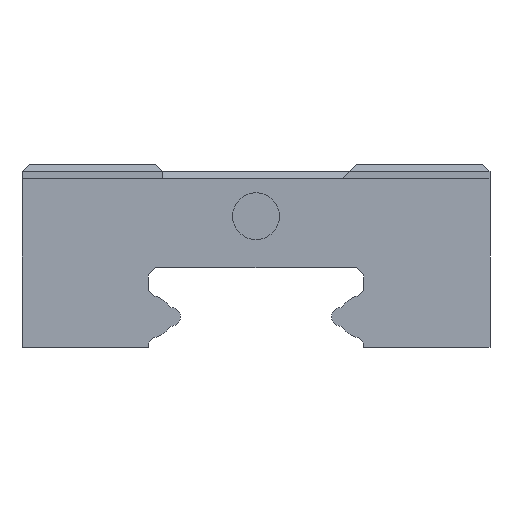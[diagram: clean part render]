
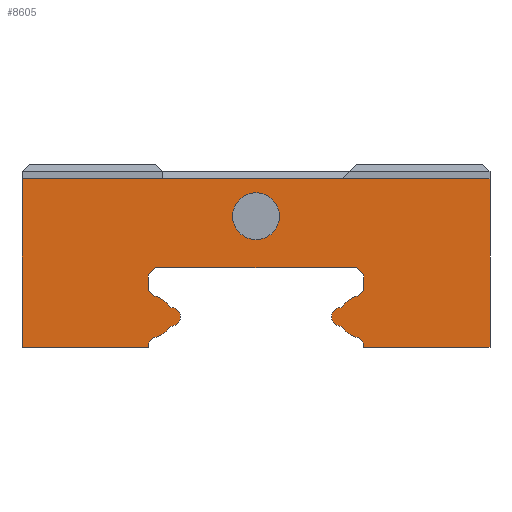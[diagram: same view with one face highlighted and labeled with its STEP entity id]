
A CAD part, front view. The second image highlights one B-rep face of the part: STEP entity #8605.
In plain terms, the highlighted planar face has unit normal (0, -1, 0).
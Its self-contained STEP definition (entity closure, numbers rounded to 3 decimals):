
#38=CIRCLE('',#8879,1.);
#45=CIRCLE('',#8912,0.9);
#46=CIRCLE('',#8913,0.4);
#47=CIRCLE('',#8914,0.9);
#48=CIRCLE('',#8915,0.9);
#49=CIRCLE('',#8916,0.4);
#50=CIRCLE('',#8917,0.9);
#113=FACE_BOUND('',#1642,.T.);
#1125=FACE_OUTER_BOUND('',#1641,.T.);
#1641=EDGE_LOOP('',(#7781,#7782,#7783,#7784,#7785,#7786,#7787,#7788,#7789,
#7790,#7791,#7792,#7793,#7794,#7795,#7796,#7797,#7798,#7799,#7800,#7801,
#7802,#7803,#7804,#7805,#7806));
#1642=EDGE_LOOP('',(#7807));
#2393=LINE('',#15102,#3230);
#2461=LINE('',#15306,#3298);
#2463=LINE('',#15310,#3300);
#2464=LINE('',#15312,#3301);
#2465=LINE('',#15314,#3302);
#2466=LINE('',#15316,#3303);
#2467=LINE('',#15320,#3304);
#2468=LINE('',#15324,#3305);
#2469=LINE('',#15328,#3306);
#2470=LINE('',#15330,#3307);
#2471=LINE('',#15332,#3308);
#2472=LINE('',#15334,#3309);
#2473=LINE('',#15336,#3310);
#2474=LINE('',#15338,#3311);
#2475=LINE('',#15340,#3312);
#2476=LINE('',#15344,#3313);
#2477=LINE('',#15348,#3314);
#2478=LINE('',#15352,#3315);
#2479=LINE('',#15354,#3316);
#2480=LINE('',#15355,#3317);
#3230=VECTOR('',#10082,10.);
#3298=VECTOR('',#10284,10.);
#3300=VECTOR('',#10288,10.);
#3301=VECTOR('',#10289,10.);
#3302=VECTOR('',#10290,10.);
#3303=VECTOR('',#10291,10.);
#3304=VECTOR('',#10294,10.);
#3305=VECTOR('',#10297,10.);
#3306=VECTOR('',#10300,10.);
#3307=VECTOR('',#10301,10.);
#3308=VECTOR('',#10302,10.);
#3309=VECTOR('',#10303,10.);
#3310=VECTOR('',#10304,10.);
#3311=VECTOR('',#10305,10.);
#3312=VECTOR('',#10306,10.);
#3313=VECTOR('',#10309,10.);
#3314=VECTOR('',#10312,10.);
#3315=VECTOR('',#10315,10.);
#3316=VECTOR('',#10316,10.);
#3317=VECTOR('',#10317,10.);
#4079=VERTEX_POINT('',#15099);
#4080=VERTEX_POINT('',#15101);
#4112=VERTEX_POINT('',#15186);
#4149=VERTEX_POINT('',#15305);
#4150=VERTEX_POINT('',#15309);
#4151=VERTEX_POINT('',#15311);
#4152=VERTEX_POINT('',#15313);
#4153=VERTEX_POINT('',#15315);
#4154=VERTEX_POINT('',#15317);
#4155=VERTEX_POINT('',#15319);
#4156=VERTEX_POINT('',#15321);
#4157=VERTEX_POINT('',#15323);
#4158=VERTEX_POINT('',#15325);
#4159=VERTEX_POINT('',#15327);
#4160=VERTEX_POINT('',#15329);
#4161=VERTEX_POINT('',#15331);
#4162=VERTEX_POINT('',#15333);
#4163=VERTEX_POINT('',#15335);
#4164=VERTEX_POINT('',#15337);
#4165=VERTEX_POINT('',#15339);
#4166=VERTEX_POINT('',#15341);
#4167=VERTEX_POINT('',#15343);
#4168=VERTEX_POINT('',#15345);
#4169=VERTEX_POINT('',#15347);
#4170=VERTEX_POINT('',#15349);
#4171=VERTEX_POINT('',#15351);
#4172=VERTEX_POINT('',#15353);
#5279=EDGE_CURVE('',#4080,#4079,#2393,.T.);
#5312=EDGE_CURVE('',#4112,#4112,#38,.T.);
#5369=EDGE_CURVE('',#4149,#4080,#2461,.T.);
#5371=EDGE_CURVE('',#4079,#4150,#2463,.T.);
#5372=EDGE_CURVE('',#4150,#4151,#2464,.T.);
#5373=EDGE_CURVE('',#4151,#4152,#2465,.T.);
#5374=EDGE_CURVE('',#4152,#4153,#2466,.T.);
#5375=EDGE_CURVE('',#4153,#4154,#45,.T.);
#5376=EDGE_CURVE('',#4154,#4155,#2467,.T.);
#5377=EDGE_CURVE('',#4155,#4156,#46,.T.);
#5378=EDGE_CURVE('',#4156,#4157,#2468,.T.);
#5379=EDGE_CURVE('',#4157,#4158,#47,.T.);
#5380=EDGE_CURVE('',#4158,#4159,#2469,.T.);
#5381=EDGE_CURVE('',#4159,#4160,#2470,.T.);
#5382=EDGE_CURVE('',#4160,#4161,#2471,.T.);
#5383=EDGE_CURVE('',#4161,#4162,#2472,.T.);
#5384=EDGE_CURVE('',#4162,#4163,#2473,.T.);
#5385=EDGE_CURVE('',#4163,#4164,#2474,.T.);
#5386=EDGE_CURVE('',#4164,#4165,#2475,.T.);
#5387=EDGE_CURVE('',#4165,#4166,#48,.T.);
#5388=EDGE_CURVE('',#4166,#4167,#2476,.T.);
#5389=EDGE_CURVE('',#4167,#4168,#49,.T.);
#5390=EDGE_CURVE('',#4168,#4169,#2477,.T.);
#5391=EDGE_CURVE('',#4169,#4170,#50,.T.);
#5392=EDGE_CURVE('',#4170,#4171,#2478,.T.);
#5393=EDGE_CURVE('',#4171,#4172,#2479,.T.);
#5394=EDGE_CURVE('',#4172,#4149,#2480,.T.);
#7781=ORIENTED_EDGE('',*,*,#5279,.T.);
#7782=ORIENTED_EDGE('',*,*,#5371,.T.);
#7783=ORIENTED_EDGE('',*,*,#5372,.T.);
#7784=ORIENTED_EDGE('',*,*,#5373,.T.);
#7785=ORIENTED_EDGE('',*,*,#5374,.T.);
#7786=ORIENTED_EDGE('',*,*,#5375,.T.);
#7787=ORIENTED_EDGE('',*,*,#5376,.T.);
#7788=ORIENTED_EDGE('',*,*,#5377,.T.);
#7789=ORIENTED_EDGE('',*,*,#5378,.T.);
#7790=ORIENTED_EDGE('',*,*,#5379,.T.);
#7791=ORIENTED_EDGE('',*,*,#5380,.T.);
#7792=ORIENTED_EDGE('',*,*,#5381,.T.);
#7793=ORIENTED_EDGE('',*,*,#5382,.T.);
#7794=ORIENTED_EDGE('',*,*,#5383,.T.);
#7795=ORIENTED_EDGE('',*,*,#5384,.T.);
#7796=ORIENTED_EDGE('',*,*,#5385,.T.);
#7797=ORIENTED_EDGE('',*,*,#5386,.T.);
#7798=ORIENTED_EDGE('',*,*,#5387,.T.);
#7799=ORIENTED_EDGE('',*,*,#5388,.T.);
#7800=ORIENTED_EDGE('',*,*,#5389,.T.);
#7801=ORIENTED_EDGE('',*,*,#5390,.T.);
#7802=ORIENTED_EDGE('',*,*,#5391,.T.);
#7803=ORIENTED_EDGE('',*,*,#5392,.T.);
#7804=ORIENTED_EDGE('',*,*,#5393,.T.);
#7805=ORIENTED_EDGE('',*,*,#5394,.T.);
#7806=ORIENTED_EDGE('',*,*,#5369,.T.);
#7807=ORIENTED_EDGE('',*,*,#5312,.T.);
#8145=PLANE('',#8911);
#8605=ADVANCED_FACE('',(#1125,#113),#8145,.T.);
#8879=AXIS2_PLACEMENT_3D('',#15187,#10170,#10171);
#8911=AXIS2_PLACEMENT_3D('',#15308,#10286,#10287);
#8912=AXIS2_PLACEMENT_3D('',#15318,#10292,#10293);
#8913=AXIS2_PLACEMENT_3D('',#15322,#10295,#10296);
#8914=AXIS2_PLACEMENT_3D('',#15326,#10298,#10299);
#8915=AXIS2_PLACEMENT_3D('',#15342,#10307,#10308);
#8916=AXIS2_PLACEMENT_3D('',#15346,#10310,#10311);
#8917=AXIS2_PLACEMENT_3D('',#15350,#10313,#10314);
#10082=DIRECTION('',(-1.,0.,0.));
#10170=DIRECTION('center_axis',(0.,1.,0.));
#10171=DIRECTION('ref_axis',(-1.,0.,0.));
#10284=DIRECTION('',(0.,0.,1.));
#10286=DIRECTION('center_axis',(0.,-1.,0.));
#10287=DIRECTION('ref_axis',(0.,0.,-1.));
#10288=DIRECTION('',(0.,0.,-1.));
#10289=DIRECTION('',(1.,0.,0.));
#10290=DIRECTION('',(0.,0.,1.));
#10291=DIRECTION('',(0.707,0.,0.707));
#10292=DIRECTION('center_axis',(0.,-1.,0.));
#10293=DIRECTION('ref_axis',(0.832,0.,-0.555));
#10294=DIRECTION('',(0.707,0.,0.707));
#10295=DIRECTION('center_axis',(0.,-1.,0.));
#10296=DIRECTION('ref_axis',(-0.044,0.,0.999));
#10297=DIRECTION('',(-0.707,0.,0.707));
#10298=DIRECTION('center_axis',(0.,-1.,0.));
#10299=DIRECTION('ref_axis',(0.143,0.,0.99));
#10300=DIRECTION('',(-0.707,0.,0.707));
#10301=DIRECTION('',(0.,0.,1.));
#10302=DIRECTION('',(0.707,0.,0.707));
#10303=DIRECTION('',(1.,0.,0.));
#10304=DIRECTION('',(0.707,0.,-0.707));
#10305=DIRECTION('',(0.,0.,-1.));
#10306=DIRECTION('',(-0.707,0.,-0.707));
#10307=DIRECTION('center_axis',(0.,-1.,0.));
#10308=DIRECTION('ref_axis',(-0.832,0.,0.555));
#10309=DIRECTION('',(-0.707,0.,-0.707));
#10310=DIRECTION('center_axis',(0.,-1.,0.));
#10311=DIRECTION('ref_axis',(0.044,0.,-0.999));
#10312=DIRECTION('',(0.707,0.,-0.707));
#10313=DIRECTION('center_axis',(0.,-1.,0.));
#10314=DIRECTION('ref_axis',(-0.143,0.,-0.99));
#10315=DIRECTION('',(0.707,0.,-0.707));
#10316=DIRECTION('',(0.,0.,-1.));
#10317=DIRECTION('',(1.,0.,0.));
#15099=CARTESIAN_POINT('',(-10.,-15.4,9.4));
#15101=CARTESIAN_POINT('',(10.,-15.4,9.4));
#15102=CARTESIAN_POINT('',(0.,-15.4,9.4));
#15186=CARTESIAN_POINT('',(1.,-15.4,7.8));
#15187=CARTESIAN_POINT('Origin',(0.,-15.4,7.8));
#15305=CARTESIAN_POINT('',(10.,-15.4,2.2));
#15306=CARTESIAN_POINT('',(10.,-15.4,10.));
#15308=CARTESIAN_POINT('Origin',(0.,-15.4,6.294));
#15309=CARTESIAN_POINT('',(-10.,-15.4,2.2));
#15310=CARTESIAN_POINT('',(-10.,-15.4,2.2));
#15311=CARTESIAN_POINT('',(-4.6,-15.4,2.2));
#15312=CARTESIAN_POINT('',(-4.6,-15.4,2.2));
#15313=CARTESIAN_POINT('',(-4.6,-15.4,2.38));
#15314=CARTESIAN_POINT('',(-4.6,-15.4,2.38));
#15315=CARTESIAN_POINT('',(-4.371,-15.4,2.609));
#15316=CARTESIAN_POINT('',(-4.371,-15.4,2.609));
#15317=CARTESIAN_POINT('',(-3.751,-15.4,3.));
#15318=CARTESIAN_POINT('Origin',(-4.5,-15.4,3.5));
#15319=CARTESIAN_POINT('',(-3.651,-15.4,3.1));
#15320=CARTESIAN_POINT('',(-3.651,-15.4,3.1));
#15321=CARTESIAN_POINT('',(-3.651,-15.4,3.9));
#15322=CARTESIAN_POINT('Origin',(-3.634,-15.4,3.5));
#15323=CARTESIAN_POINT('',(-3.751,-15.4,4.));
#15324=CARTESIAN_POINT('',(-3.751,-15.4,4.));
#15325=CARTESIAN_POINT('',(-4.371,-15.4,4.391));
#15326=CARTESIAN_POINT('Origin',(-4.5,-15.4,3.5));
#15327=CARTESIAN_POINT('',(-4.6,-15.4,4.62));
#15328=CARTESIAN_POINT('',(-4.6,-15.4,4.62));
#15329=CARTESIAN_POINT('',(-4.6,-15.4,5.291));
#15330=CARTESIAN_POINT('',(-4.6,-15.4,5.291));
#15331=CARTESIAN_POINT('',(-4.291,-15.4,5.6));
#15332=CARTESIAN_POINT('',(-4.291,-15.4,5.6));
#15333=CARTESIAN_POINT('',(4.291,-15.4,5.6));
#15334=CARTESIAN_POINT('',(4.291,-15.4,5.6));
#15335=CARTESIAN_POINT('',(4.6,-15.4,5.291));
#15336=CARTESIAN_POINT('',(4.6,-15.4,5.291));
#15337=CARTESIAN_POINT('',(4.6,-15.4,4.62));
#15338=CARTESIAN_POINT('',(4.6,-15.4,4.62));
#15339=CARTESIAN_POINT('',(4.371,-15.4,4.391));
#15340=CARTESIAN_POINT('',(4.371,-15.4,4.391));
#15341=CARTESIAN_POINT('',(3.751,-15.4,4.));
#15342=CARTESIAN_POINT('Origin',(4.5,-15.4,3.5));
#15343=CARTESIAN_POINT('',(3.651,-15.4,3.9));
#15344=CARTESIAN_POINT('',(3.651,-15.4,3.9));
#15345=CARTESIAN_POINT('',(3.651,-15.4,3.1));
#15346=CARTESIAN_POINT('Origin',(3.634,-15.4,3.5));
#15347=CARTESIAN_POINT('',(3.751,-15.4,3.));
#15348=CARTESIAN_POINT('',(3.751,-15.4,3.));
#15349=CARTESIAN_POINT('',(4.371,-15.4,2.609));
#15350=CARTESIAN_POINT('Origin',(4.5,-15.4,3.5));
#15351=CARTESIAN_POINT('',(4.6,-15.4,2.38));
#15352=CARTESIAN_POINT('',(4.6,-15.4,2.38));
#15353=CARTESIAN_POINT('',(4.6,-15.4,2.2));
#15354=CARTESIAN_POINT('',(4.6,-15.4,2.2));
#15355=CARTESIAN_POINT('',(10.,-15.4,2.2));
